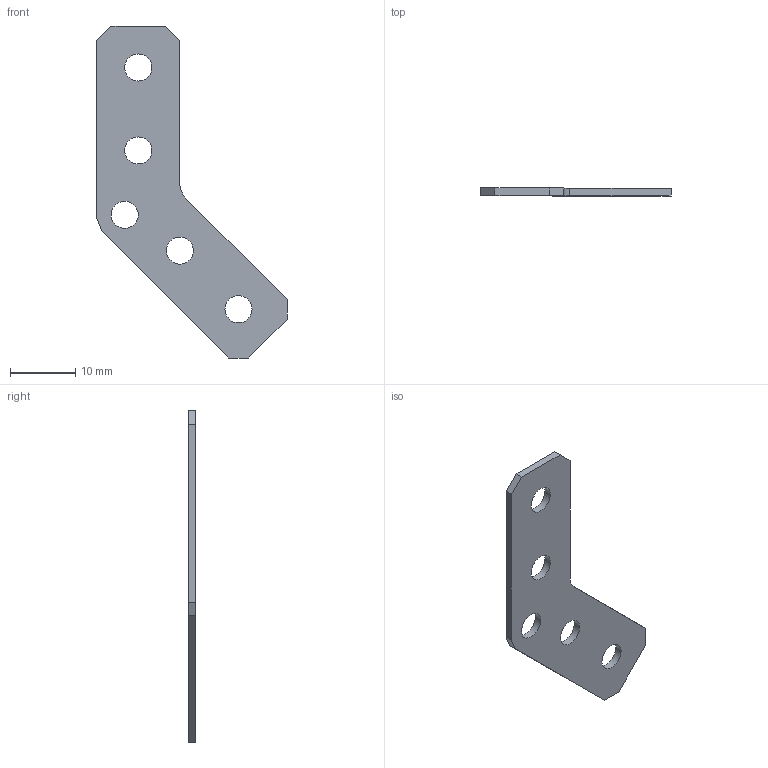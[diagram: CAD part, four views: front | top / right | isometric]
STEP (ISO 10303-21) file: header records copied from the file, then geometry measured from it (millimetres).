
FILE_DESCRIPTION(/* description */ (''),/* implementation_level */ '2;1');
FILE_NAME(/* name */ '45 Degree Gusset_MIR1_MIR.ipt.step',/* time_stamp */ '2020-04-16T23:03:20-04:00',/* author */ ('Jordan'),/* organization */ (''),/* preprocessor_version */ 'ST-DEVELOPER v17',/* originating_system */ 'Autodesk Inventor 2019',/* authorisation */ '');
FILE_SCHEMA (('AUTOMOTIVE_DESIGN { 1 0 10303 214 3 1 1 }'));
Length unit declared in the file: inch
Products named in the file (1): 45 Degree Gusset_MIR1_MIR
Bounding box: 29.13 x 1.17 x 50.81 mm (x, y, z)
Volume: 742 mm3; surface area: 1500.5 mm2
Topology: 1 solids, 1 shells, 19 faces, 61 edges, 44 vertices
Faces by surface type: plane 13, cylinder 6
Full cylindrical faces by diameter (mm): 4.14 x5
Entity records: 784 total; most frequent: CARTESIAN_POINT 125, DIRECTION 123, ORIENTED_EDGE 122, EDGE_CURVE 61, VERTEX_POINT 44, AXIS2_PLACEMENT_3D 42, LINE 39, VECTOR 39
